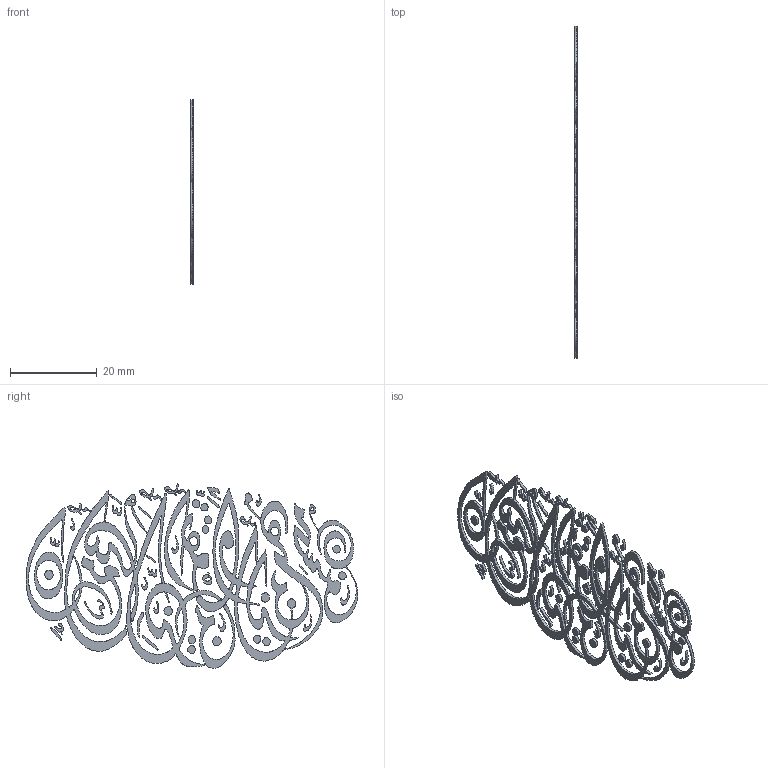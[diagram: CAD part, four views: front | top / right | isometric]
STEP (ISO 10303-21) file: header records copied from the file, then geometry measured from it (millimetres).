
FILE_DESCRIPTION(('FreeCAD Model'),'2;1');
FILE_NAME('Open CASCADE Shape Model','2025-05-04T05:20:05',('FreeCAD'),( 'FreeCAD'),'Open CASCADE STEP processor 7.6','FreeCAD','Unknown');
FILE_SCHEMA(('AUTOMOTIVE_DESIGN { 1 0 10303 214 1 1 1 1 }'));
Products named in the file (1): Open CASCADE STEP translator 7.6 1
Bounding box: 0.61 x 76.67 x 42.54 mm (x, y, z)
Volume: 590.6 mm3; surface area: 3224.9 mm2
Topology: 43 solids, 43 shells, 6757 faces, 20013 edges, 13342 vertices
Faces by surface type: bspline 6757
Entity records: 201008 total; most frequent: CARTESIAN_POINT 80397, ORIENTED_EDGE 40026, EDGE_CURVE 20013, B_SPLINE_CURVE_WITH_KNOTS 20013, VERTEX_POINT 13342, FACE_BOUND 6801, EDGE_LOOP 6801, ADVANCED_FACE 6757
